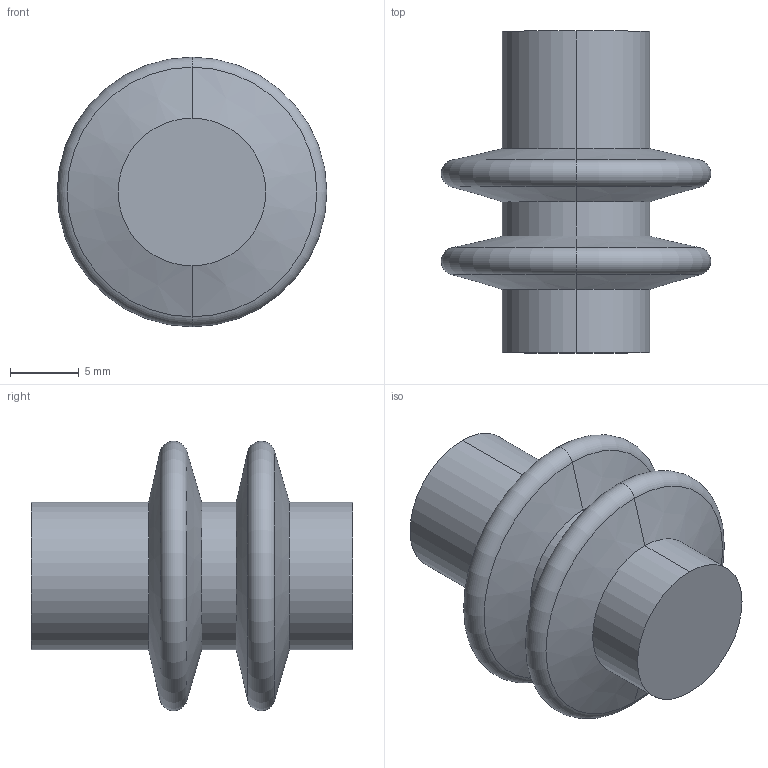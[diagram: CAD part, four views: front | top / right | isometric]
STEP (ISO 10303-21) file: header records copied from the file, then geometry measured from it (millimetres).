
FILE_DESCRIPTION (( 'STEP AP214' ), '1' );
FILE_NAME ('TwoBellow_vol.STEP', '2020-08-10T06:09:01', ( '' ), ( '' ), 'SwSTEP 2.0', 'SolidWorks 2019', '' );
FILE_SCHEMA (( 'AUTOMOTIVE_DESIGN' ));
Length unit declared in the file: millimetre
Products named in the file (1): TwoBellow_vol
Bounding box: 19.55 x 23.34 x 19.55 mm (x, y, z)
Volume: 3162.4 mm3; surface area: 1707.4 mm2
Topology: 1 solids, 1 shells, 20 faces, 38 edges, 20 vertices
Faces by surface type: cone 8, cylinder 6, torus 4, plane 2
Entity records: 532 total; most frequent: DIRECTION 104, CARTESIAN_POINT 79, ORIENTED_EDGE 76, AXIS2_PLACEMENT_3D 45, EDGE_CURVE 38, CIRCLE 24, VERTEX_POINT 20, ADVANCED_FACE 20
